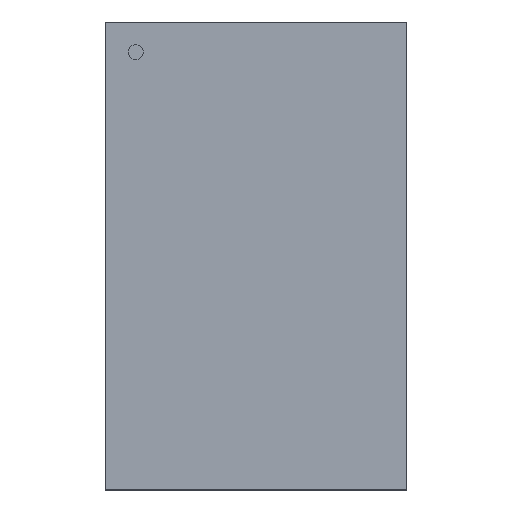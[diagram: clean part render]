
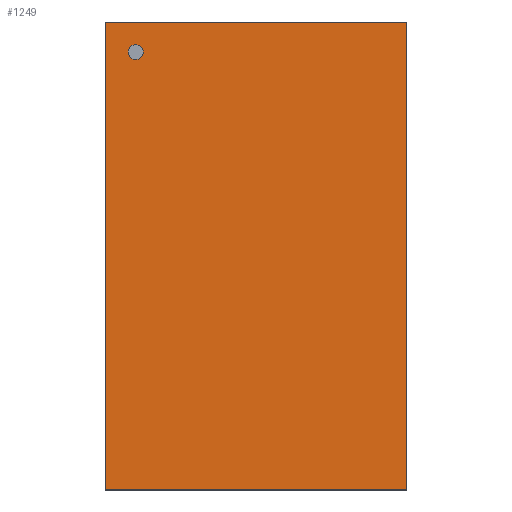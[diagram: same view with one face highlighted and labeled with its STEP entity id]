
A CAD part, top view. The second image highlights one B-rep face of the part: STEP entity #1249.
In plain terms, the highlighted planar face has unit normal (0, 0, 1).
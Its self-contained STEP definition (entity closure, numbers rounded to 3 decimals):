
#1025=CARTESIAN_POINT('',(4.051,-6.299,0.991));
#1024=VERTEX_POINT('',#1025);
#1035=CARTESIAN_POINT('',(-4.051,-6.299,0.991));
#1034=VERTEX_POINT('',#1035);
#1033=EDGE_CURVE('',#1034,#1024,#1038,.T.);
#1038=LINE('',#1035,#1040);
#1040=VECTOR('',#1041,8.103);
#1041=DIRECTION('',(1.0,0.0,0.0));
#1074=CARTESIAN_POINT('',(4.051,6.299,0.991));
#1073=VERTEX_POINT('',#1074);
#1082=EDGE_CURVE('',#1024,#1073,#1087,.T.);
#1087=LINE('',#1025,#1089);
#1089=VECTOR('',#1090,12.598);
#1090=DIRECTION('',(0.0,1.0,0.0));
#1123=CARTESIAN_POINT('',(-4.051,6.299,0.991));
#1122=VERTEX_POINT('',#1123);
#1131=EDGE_CURVE('',#1073,#1122,#1136,.T.);
#1136=LINE('',#1074,#1138);
#1138=VECTOR('',#1139,8.103);
#1139=DIRECTION('',(-1.0,0.0,0.0));
#1180=EDGE_CURVE('',#1122,#1034,#1185,.T.);
#1185=LINE('',#1123,#1187);
#1187=VECTOR('',#1188,12.598);
#1188=DIRECTION('',(0.0,-1.0,0.0));
#1249=ADVANCED_FACE('',(#1255),#1250,.T.);
#1250=PLANE('',#1251);
#1251=AXIS2_PLACEMENT_3D('',#1252,#1253,#1254);
#1252=CARTESIAN_POINT('',(-4.051,-6.299,0.991));
#1253=DIRECTION('',(0.0,0.0,1.0));
#1254=DIRECTION('',(0.,1.,0.));
#1255=FACE_OUTER_BOUND('',#1256,.T.);
#1256=EDGE_LOOP('',(#1257,#1267,#1277,#1287));
#1257=ORIENTED_EDGE('',*,*,#1033,.T.);
#1267=ORIENTED_EDGE('',*,*,#1082,.T.);
#1277=ORIENTED_EDGE('',*,*,#1131,.T.);
#1287=ORIENTED_EDGE('',*,*,#1180,.T.);
